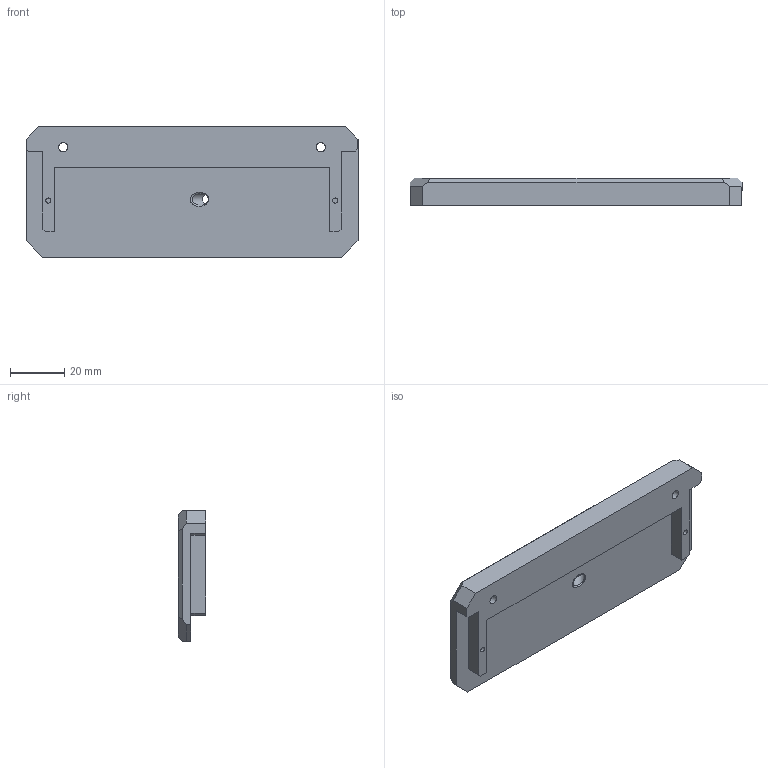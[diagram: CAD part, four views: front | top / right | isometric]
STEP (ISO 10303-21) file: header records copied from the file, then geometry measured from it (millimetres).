
FILE_DESCRIPTION(/* description */ (''),/* implementation_level */ '2;1');
FILE_NAME(/* name */ 'Stealthy Bowden Tube Entry.step',/* time_stamp */ '2024-01-27T19:03:48-06:00',/* author */ (''),/* organization */ (''),/* preprocessor_version */ 'ST-DEVELOPER v20',/* originating_system */ 'Autodesk Translation Framework v12.14.0.127',/* authorisation */ '');
FILE_SCHEMA (('AUTOMOTIVE_DESIGN { 1 0 10303 214 3 1 1 }'));
Length unit declared in the file: millimetre
Products named in the file (1): Stealthy Bowden Tube Entry
Bounding box: 122.25 x 10.1 x 48 mm (x, y, z)
Volume: 35725.1 mm3; surface area: 15508.6 mm2
Topology: 1 solids, 1 shells, 173 faces, 466 edges, 310 vertices
Faces by surface type: plane 162, cylinder 6, cone 2, bspline 2, torus 1
Full cylindrical faces by diameter (mm): 1.9 x2, 3.4 x2, 6 x2
Entity records: 6179 total; most frequent: CARTESIAN_POINT 1752, ORIENTED_EDGE 932, DIRECTION 843, EDGE_CURVE 466, LINE 421, VECTOR 421, VERTEX_POINT 310, AXIS2_PLACEMENT_3D 211
